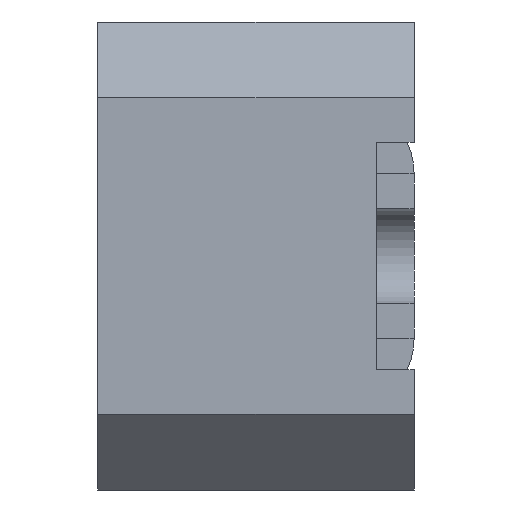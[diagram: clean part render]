
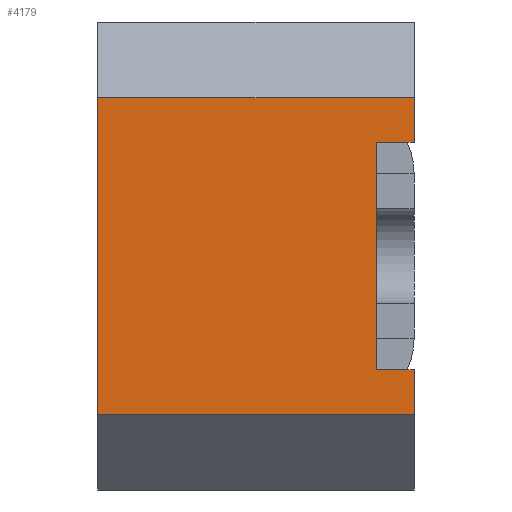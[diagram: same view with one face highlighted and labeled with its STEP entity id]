
A CAD part, left-side view. The second image highlights one B-rep face of the part: STEP entity #4179.
In plain terms, the highlighted planar face has unit normal (-1, 0, 0).
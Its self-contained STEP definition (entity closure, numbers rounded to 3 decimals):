
#60 = VECTOR ( 'NONE', #2045, 1000. ) ;
#76 = VERTEX_POINT ( 'NONE', #4093 ) ;
#134 = CARTESIAN_POINT ( 'NONE',  ( -1.85, -1.25, 0. ) ) ;
#287 = DIRECTION ( 'NONE',  ( 0., -1., 0. ) ) ;
#325 = CARTESIAN_POINT ( 'NONE',  ( -1.85, -2.5, 0.9 ) ) ;
#344 = CARTESIAN_POINT ( 'NONE',  ( -1.85, -2.5, 1.25 ) ) ;
#381 = EDGE_CURVE ( 'NONE', #3746, #2944, #5962, .T. ) ;
#470 = DIRECTION ( 'NONE',  ( 0., -1., 0. ) ) ;
#513 = VERTEX_POINT ( 'NONE', #344 ) ;
#722 = ORIENTED_EDGE ( 'NONE', *, *, #5220, .F. ) ;
#763 = DIRECTION ( 'NONE',  ( 0., 0., -1. ) ) ;
#838 = EDGE_CURVE ( 'NONE', #3746, #76, #5363, .T. ) ;
#990 = VERTEX_POINT ( 'NONE', #4063 ) ;
#1115 = CARTESIAN_POINT ( 'NONE',  ( -1.85, -2.5, 0. ) ) ;
#1171 = DIRECTION ( 'NONE',  ( 0., -1., 0. ) ) ;
#1190 = CARTESIAN_POINT ( 'NONE',  ( -1.85, -1.25, -1.25 ) ) ;
#1470 = VERTEX_POINT ( 'NONE', #3255 ) ;
#1499 = VECTOR ( 'NONE', #2996, 1000. ) ;
#1603 = DIRECTION ( 'NONE',  ( 0., 0., -1. ) ) ;
#1634 = EDGE_CURVE ( 'NONE', #1963, #990, #1929, .T. ) ;
#1635 = PLANE ( 'NONE',  #1796 ) ;
#1796 = AXIS2_PLACEMENT_3D ( 'NONE', #134, #3516, #1603 ) ;
#1929 = LINE ( 'NONE', #4772, #60 ) ;
#1963 = VERTEX_POINT ( 'NONE', #4431 ) ;
#2045 = DIRECTION ( 'NONE',  ( 0., 0., 1. ) ) ;
#2095 = DIRECTION ( 'NONE',  ( 0., 0., -1. ) ) ;
#2210 = ORIENTED_EDGE ( 'NONE', *, *, #5545, .F. ) ;
#2254 = CARTESIAN_POINT ( 'NONE',  ( -1.85, -1.25, 1.25 ) ) ;
#2590 = LINE ( 'NONE', #4906, #5339 ) ;
#2745 = ORIENTED_EDGE ( 'NONE', *, *, #5619, .F. ) ;
#2944 = VERTEX_POINT ( 'NONE', #325 ) ;
#2959 = FACE_OUTER_BOUND ( 'NONE', #3667, .T. ) ;
#2996 = DIRECTION ( 'NONE',  ( 0., 0., -1. ) ) ;
#3016 = ORIENTED_EDGE ( 'NONE', *, *, #4254, .F. ) ;
#3026 = CARTESIAN_POINT ( 'NONE',  ( -1.85, -2.35, 0.9 ) ) ;
#3070 = DIRECTION ( 'NONE',  ( 0., 1., 0. ) ) ;
#3255 = CARTESIAN_POINT ( 'NONE',  ( -1.85, -2.5, -0.9 ) ) ;
#3294 = EDGE_CURVE ( 'NONE', #3416, #1963, #5418, .T. ) ;
#3416 = VERTEX_POINT ( 'NONE', #5357 ) ;
#3516 = DIRECTION ( 'NONE',  ( 1., 0., 0. ) ) ;
#3667 = EDGE_LOOP ( 'NONE', ( #2210, #5971, #4788, #2745, #722, #6018, #5578, #3016 ) ) ;
#3746 = VERTEX_POINT ( 'NONE', #4384 ) ;
#3780 = VECTOR ( 'NONE', #470, 1000. ) ;
#3831 = VECTOR ( 'NONE', #3070, 1000. ) ;
#3856 = VECTOR ( 'NONE', #1171, 1000. ) ;
#3943 = CARTESIAN_POINT ( 'NONE',  ( -1.85, -2.35, -0.9 ) ) ;
#4063 = CARTESIAN_POINT ( 'NONE',  ( -1.85, 0., 1.25 ) ) ;
#4093 = CARTESIAN_POINT ( 'NONE',  ( -1.85, -2.2, -0.9 ) ) ;
#4179 = ADVANCED_FACE ( 'NONE', ( #2959 ), #1635, .F. ) ;
#4195 = LINE ( 'NONE', #2254, #3780 ) ;
#4254 = EDGE_CURVE ( 'NONE', #1470, #3416, #5374, .T. ) ;
#4384 = CARTESIAN_POINT ( 'NONE',  ( -1.85, -2.2, 0.9 ) ) ;
#4431 = CARTESIAN_POINT ( 'NONE',  ( -1.85, 0., -1.25 ) ) ;
#4772 = CARTESIAN_POINT ( 'NONE',  ( -1.85, 0., 0. ) ) ;
#4788 = ORIENTED_EDGE ( 'NONE', *, *, #381, .T. ) ;
#4906 = CARTESIAN_POINT ( 'NONE',  ( -1.85, -2.5, 0. ) ) ;
#4987 = CARTESIAN_POINT ( 'NONE',  ( -1.85, -2.2, 0. ) ) ;
#5220 = EDGE_CURVE ( 'NONE', #990, #513, #4195, .T. ) ;
#5339 = VECTOR ( 'NONE', #2095, 1000. ) ;
#5357 = CARTESIAN_POINT ( 'NONE',  ( -1.85, -2.5, -1.25 ) ) ;
#5363 = LINE ( 'NONE', #4987, #5788 ) ;
#5374 = LINE ( 'NONE', #1115, #1499 ) ;
#5418 = LINE ( 'NONE', #1190, #3831 ) ;
#5461 = LINE ( 'NONE', #3943, #3856 ) ;
#5545 = EDGE_CURVE ( 'NONE', #76, #1470, #5461, .T. ) ;
#5578 = ORIENTED_EDGE ( 'NONE', *, *, #3294, .F. ) ;
#5590 = VECTOR ( 'NONE', #287, 1000. ) ;
#5619 = EDGE_CURVE ( 'NONE', #513, #2944, #2590, .T. ) ;
#5788 = VECTOR ( 'NONE', #763, 1000. ) ;
#5962 = LINE ( 'NONE', #3026, #5590 ) ;
#5971 = ORIENTED_EDGE ( 'NONE', *, *, #838, .F. ) ;
#6018 = ORIENTED_EDGE ( 'NONE', *, *, #1634, .F. ) ;
